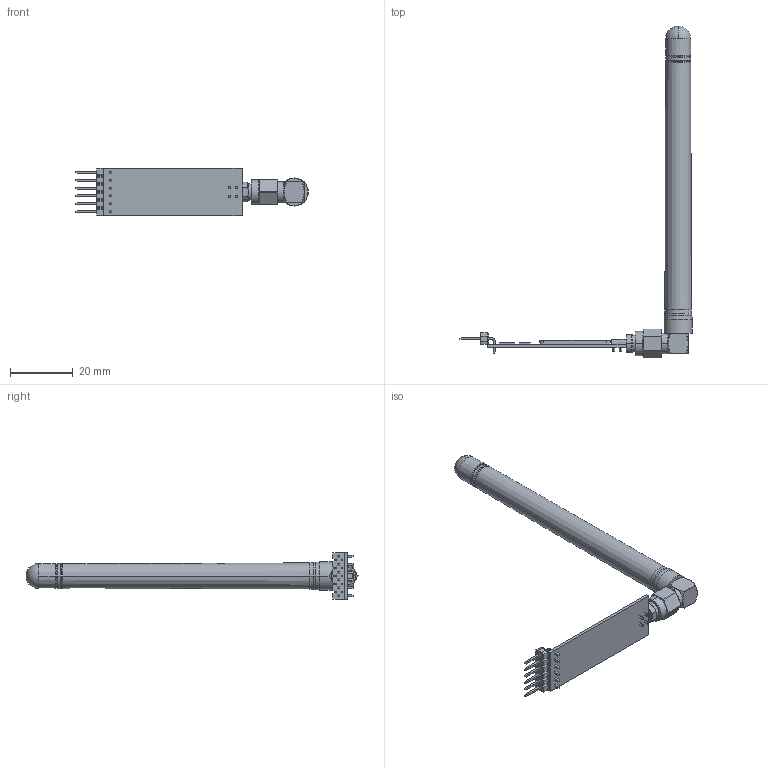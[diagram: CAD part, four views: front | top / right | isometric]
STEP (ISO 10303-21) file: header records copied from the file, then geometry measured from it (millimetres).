
FILE_DESCRIPTION (( 'STEP AP203' ), '1' );
FILE_NAME ('BlueSMiRF RP-SMA Assy.STEP', '2013-06-07T20:07:43', ( 'BNSFUser' ), ( 'Hewlett-Packard Company' ), 'SwSTEP 2.0', 'SolidWorks 2013', '' );
FILE_SCHEMA (( 'CONFIG_CONTROL_DESIGN' ));
Length unit declared in the file: inch
Products named in the file (5): User Library-SMA_AntennaR___ _________; 6241_D‚faut; User Library-142-0711-821_RF; BlueSMiRF RP-SMA Assy; BlueSMiRF RP-SMA
Assembly tree (4 placements, depth 2):
  BlueSMiRF RP-SMA Assy
    BlueSMiRF RP-SMA
    User Library-142-0711-821_RF
    User Library-SMA_AntennaR___ _________
    6241_D‚faut
Bounding box: 74.37 x 106.21 x 15.24 mm (x, y, z)
Volume: 7359.7 mm3; surface area: 5952.2 mm2
Topology: 6 solids, 6 shells, 708 faces, 1758 edges, 1102 vertices
Faces by surface type: plane 370, cylinder 195, bspline 49, torus 48, sphere 30, cone 16
Entity records: 37161 total; most frequent: CARTESIAN_POINT 19941, ORIENTED_EDGE 3468, DIRECTION 3467, EDGE_CURVE 1734, AXIS2_PLACEMENT_3D 1213, VERTEX_POINT 1098, VECTOR 1041, LINE 1041
